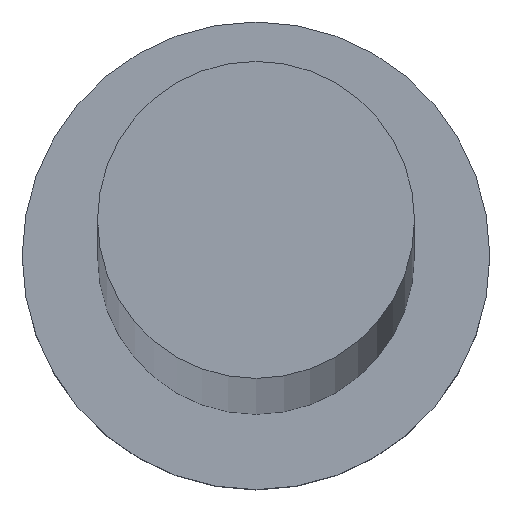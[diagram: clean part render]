
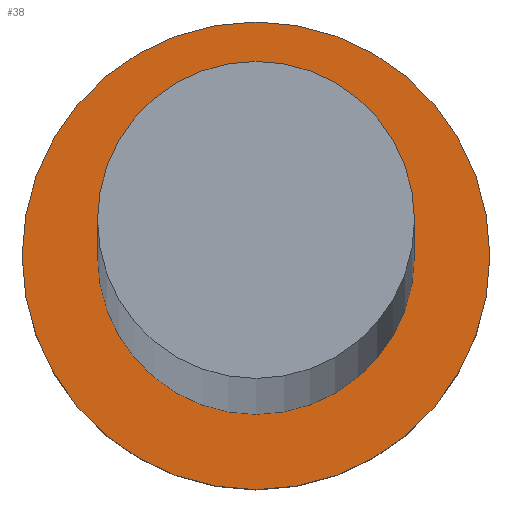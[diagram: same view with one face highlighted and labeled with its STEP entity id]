
A CAD part, top view. The second image highlights one B-rep face of the part: STEP entity #38.
In plain terms, the highlighted planar face has unit normal (0, 0, 1).
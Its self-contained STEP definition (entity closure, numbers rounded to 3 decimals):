
#6 = CARTESIAN_POINT ( 'NONE',  ( -9., 0., 7. ) ) ;
#16 = DIRECTION ( 'NONE',  ( 0., 0., 1. ) ) ;
#17 = AXIS2_PLACEMENT_3D ( 'NONE', #248, #156, #78 ) ;
#24 = DIRECTION ( 'NONE',  ( 0., 0., 1. ) ) ;
#26 = DIRECTION ( 'NONE',  ( 1., 0., 0. ) ) ;
#28 = DIRECTION ( 'NONE',  ( 1., 0., 0. ) ) ;
#32 = DIRECTION ( 'NONE',  ( 0., 0., 1. ) ) ;
#36 = CARTESIAN_POINT ( 'NONE',  ( -6.1, 0., 7. ) ) ;
#38 = ADVANCED_FACE ( 'NONE', ( #201, #165 ), #208, .T. ) ;
#45 = AXIS2_PLACEMENT_3D ( 'NONE', #229, #159, #47 ) ;
#47 = DIRECTION ( 'NONE',  ( 1., 0., 0. ) ) ;
#53 = ORIENTED_EDGE ( 'NONE', *, *, #84, .F. ) ;
#68 = ORIENTED_EDGE ( 'NONE', *, *, #224, .F. ) ;
#72 = CARTESIAN_POINT ( 'NONE',  ( 0., 0., 7. ) ) ;
#78 = DIRECTION ( 'NONE',  ( 1., 0., 0. ) ) ;
#84 = EDGE_CURVE ( 'NONE', #124, #185, #251, .T. ) ;
#91 = ORIENTED_EDGE ( 'NONE', *, *, #197, .T. ) ;
#93 = VERTEX_POINT ( 'NONE', #239 ) ;
#106 = VERTEX_POINT ( 'NONE', #6 ) ;
#116 = DIRECTION ( 'NONE',  ( 1., 0., 0. ) ) ;
#124 = VERTEX_POINT ( 'NONE', #36 ) ;
#131 = AXIS2_PLACEMENT_3D ( 'NONE', #72, #32, #26 ) ;
#132 = CARTESIAN_POINT ( 'NONE',  ( 0., 0., 7. ) ) ;
#144 = EDGE_CURVE ( 'NONE', #106, #93, #203, .T. ) ;
#146 = ORIENTED_EDGE ( 'NONE', *, *, #144, .T. ) ;
#156 = DIRECTION ( 'NONE',  ( 0., 0., 1. ) ) ;
#157 = CARTESIAN_POINT ( 'NONE',  ( 0., 0., 7. ) ) ;
#159 = DIRECTION ( 'NONE',  ( 0., 0., 1. ) ) ;
#165 = FACE_OUTER_BOUND ( 'NONE', #190, .T. ) ;
#166 = CIRCLE ( 'NONE', #45, 6.1 ) ;
#172 = AXIS2_PLACEMENT_3D ( 'NONE', #157, #16, #116 ) ;
#176 = CIRCLE ( 'NONE', #17, 9. ) ;
#185 = VERTEX_POINT ( 'NONE', #193 ) ;
#190 = EDGE_LOOP ( 'NONE', ( #146, #91 ) ) ;
#193 = CARTESIAN_POINT ( 'NONE',  ( 6.1, 0., 7. ) ) ;
#197 = EDGE_CURVE ( 'NONE', #93, #106, #176, .T. ) ;
#201 = FACE_BOUND ( 'NONE', #252, .T. ) ;
#203 = CIRCLE ( 'NONE', #172, 9. ) ;
#208 = PLANE ( 'NONE',  #234 ) ;
#224 = EDGE_CURVE ( 'NONE', #185, #124, #166, .T. ) ;
#229 = CARTESIAN_POINT ( 'NONE',  ( 0., 0., 7. ) ) ;
#234 = AXIS2_PLACEMENT_3D ( 'NONE', #132, #24, #28 ) ;
#239 = CARTESIAN_POINT ( 'NONE',  ( 9., 0., 7. ) ) ;
#248 = CARTESIAN_POINT ( 'NONE',  ( 0., 0., 7. ) ) ;
#251 = CIRCLE ( 'NONE', #131, 6.1 ) ;
#252 = EDGE_LOOP ( 'NONE', ( #53, #68 ) ) ;
